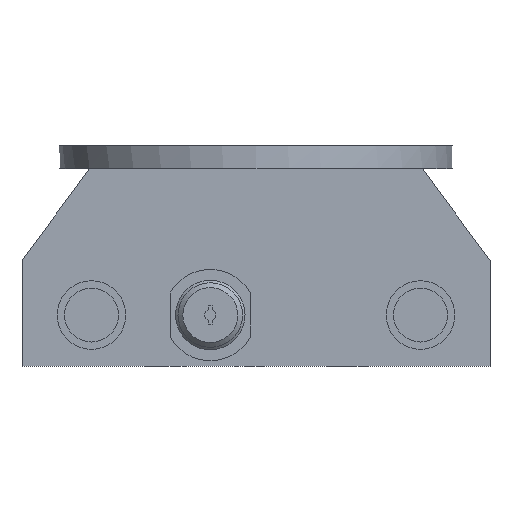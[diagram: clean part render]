
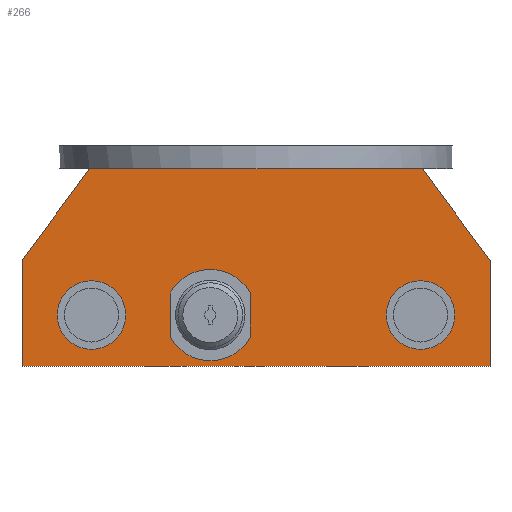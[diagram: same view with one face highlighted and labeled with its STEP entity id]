
A CAD part, front view. The second image highlights one B-rep face of the part: STEP entity #266.
In plain terms, the highlighted planar face has unit normal (0, -1, 0).
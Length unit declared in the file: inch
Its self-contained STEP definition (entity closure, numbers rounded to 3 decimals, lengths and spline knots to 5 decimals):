
#82=LINE('',#1489,#132);
#83=LINE('',#1491,#133);
#87=LINE('',#1500,#137);
#88=LINE('',#1502,#138);
#89=LINE('',#1503,#139);
#90=LINE('',#1505,#140);
#91=LINE('',#1513,#141);
#92=LINE('',#1517,#142);
#132=VECTOR('',#1201,1.);
#133=VECTOR('',#1204,1.);
#137=VECTOR('',#1210,1.);
#138=VECTOR('',#1211,1.);
#139=VECTOR('',#1212,1.);
#140=VECTOR('',#1213,1.);
#141=VECTOR('',#1220,1.);
#142=VECTOR('',#1223,1.);
#228=PLANE('',#1043);
#266=ADVANCED_FACE('',(#361,#362,#363,#364),#228,.F.);
#361=FACE_BOUND('',#461,.T.);
#362=FACE_BOUND('',#462,.T.);
#363=FACE_BOUND('',#463,.T.);
#364=FACE_BOUND('',#464,.T.);
#461=EDGE_LOOP('',(#589,#590,#591,#592,#593,#594));
#462=EDGE_LOOP('',(#595));
#463=EDGE_LOOP('',(#596));
#464=EDGE_LOOP('',(#597,#598,#599,#600));
#589=ORIENTED_EDGE('',*,*,#873,.T.);
#590=ORIENTED_EDGE('',*,*,#868,.F.);
#591=ORIENTED_EDGE('',*,*,#874,.T.);
#592=ORIENTED_EDGE('',*,*,#869,.T.);
#593=ORIENTED_EDGE('',*,*,#875,.T.);
#594=ORIENTED_EDGE('',*,*,#876,.F.);
#595=ORIENTED_EDGE('',*,*,#877,.F.);
#596=ORIENTED_EDGE('',*,*,#878,.T.);
#597=ORIENTED_EDGE('',*,*,#879,.F.);
#598=ORIENTED_EDGE('',*,*,#880,.T.);
#599=ORIENTED_EDGE('',*,*,#881,.F.);
#600=ORIENTED_EDGE('',*,*,#882,.T.);
#774=VERTEX_POINT('',#1486);
#775=VERTEX_POINT('',#1488);
#776=VERTEX_POINT('',#1492);
#777=VERTEX_POINT('',#1493);
#780=VERTEX_POINT('',#1501);
#781=VERTEX_POINT('',#1504);
#782=VERTEX_POINT('',#1507);
#783=VERTEX_POINT('',#1509);
#784=VERTEX_POINT('',#1511);
#785=VERTEX_POINT('',#1512);
#786=VERTEX_POINT('',#1514);
#787=VERTEX_POINT('',#1516);
#868=EDGE_CURVE('',#775,#774,#82,.T.);
#869=EDGE_CURVE('',#776,#777,#83,.T.);
#873=EDGE_CURVE('',#780,#774,#87,.T.);
#874=EDGE_CURVE('',#775,#776,#88,.T.);
#875=EDGE_CURVE('',#777,#781,#89,.T.);
#876=EDGE_CURVE('',#780,#781,#90,.T.);
#877=EDGE_CURVE('',#782,#782,#966,.T.);
#878=EDGE_CURVE('',#783,#783,#967,.T.);
#879=EDGE_CURVE('',#784,#785,#968,.T.);
#880=EDGE_CURVE('',#784,#786,#91,.T.);
#881=EDGE_CURVE('',#787,#786,#969,.T.);
#882=EDGE_CURVE('',#787,#785,#92,.T.);
#966=CIRCLE('',#1039,0.09375);
#967=CIRCLE('',#1040,0.09375);
#968=CIRCLE('',#1041,0.125);
#969=CIRCLE('',#1042,0.125);
#1039=AXIS2_PLACEMENT_3D('',#1506,#1214,#1215);
#1040=AXIS2_PLACEMENT_3D('',#1508,#1216,#1217);
#1041=AXIS2_PLACEMENT_3D('',#1510,#1218,#1219);
#1042=AXIS2_PLACEMENT_3D('',#1515,#1221,#1222);
#1043=AXIS2_PLACEMENT_3D('',#1518,#1224,#1225);
#1201=DIRECTION('',(1.,0.,0.));
#1204=DIRECTION('',(0.,0.,-1.));
#1210=DIRECTION('',(-0.595,0.,0.804));
#1211=DIRECTION('',(-0.595,0.,-0.804));
#1212=DIRECTION('',(1.,0.,0.));
#1213=DIRECTION('',(0.,0.,-1.));
#1214=DIRECTION('',(0.,-1.,0.));
#1215=DIRECTION('',(1.,0.,0.));
#1216=DIRECTION('',(0.,1.,0.));
#1217=DIRECTION('',(1.,0.,0.));
#1218=DIRECTION('',(0.,-1.,0.));
#1219=DIRECTION('',(0.003,0.,-1.));
#1220=DIRECTION('',(-0.003,0.,1.));
#1221=DIRECTION('',(0.,-1.,0.));
#1222=DIRECTION('',(0.003,0.,-1.));
#1223=DIRECTION('',(0.003,0.,-1.));
#1224=DIRECTION('',(0.,1.,0.));
#1225=DIRECTION('',(0.,0.,-1.));
#1486=CARTESIAN_POINT('',(0.45508,-0.59997,1.1085));
#1488=CARTESIAN_POINT('',(-0.45492,-0.59997,1.1085));
#1489=CARTESIAN_POINT('',(-0.63992,-0.59997,1.1085));
#1491=CARTESIAN_POINT('',(-0.63992,-0.59997,1.1085));
#1492=CARTESIAN_POINT('',(-0.63992,-0.59997,0.8585));
#1493=CARTESIAN_POINT('',(-0.63992,-0.59997,0.5685));
#1500=CARTESIAN_POINT('',(0.45508,-0.59997,1.1085));
#1501=CARTESIAN_POINT('',(0.64008,-0.59997,0.8585));
#1502=CARTESIAN_POINT('',(-0.45492,-0.59997,1.1085));
#1503=CARTESIAN_POINT('',(-0.63992,-0.59997,0.5685));
#1504=CARTESIAN_POINT('',(0.64008,-0.59997,0.5685));
#1505=CARTESIAN_POINT('',(0.64008,-0.59997,1.1085));
#1506=CARTESIAN_POINT('',(0.45008,-0.59997,0.7085));
#1507=CARTESIAN_POINT('',(0.54383,-0.59997,0.7085));
#1508=CARTESIAN_POINT('',(-0.44992,-0.59997,0.7085));
#1509=CARTESIAN_POINT('',(-0.35617,-0.59997,0.7085));
#1510=CARTESIAN_POINT('',(-0.12492,-0.59997,0.7085));
#1511=CARTESIAN_POINT('',(-0.23413,-0.59997,0.64769));
#1512=CARTESIAN_POINT('',(-0.01538,-0.59997,0.64828));
#1513=CARTESIAN_POINT('',(-0.2343,-0.59997,0.7082));
#1514=CARTESIAN_POINT('',(-0.23446,-0.59997,0.76872));
#1515=CARTESIAN_POINT('',(-0.12492,-0.59997,0.7085));
#1516=CARTESIAN_POINT('',(-0.01571,-0.59997,0.76931));
#1517=CARTESIAN_POINT('',(-0.01555,-0.59997,0.7088));
#1518=CARTESIAN_POINT('',(-0.63992,-0.59997,1.1085));
